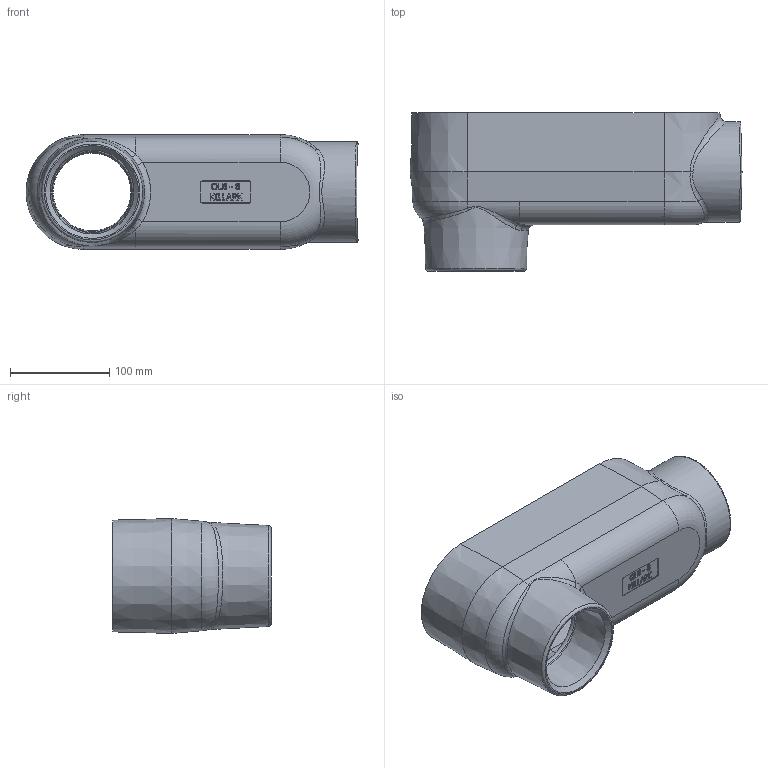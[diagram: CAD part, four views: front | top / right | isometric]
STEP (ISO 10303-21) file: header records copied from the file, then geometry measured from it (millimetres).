
FILE_DESCRIPTION(/* description */ (''),/* implementation_level */ '2;1');
FILE_NAME(/* name */ 'KIL_OLB-8.stp',/* time_stamp */ '2019-12-27T16:56:45+05:00',/* author */ ('kr'),/* organization */ (''),/* preprocessor_version */ 'ST-DEVELOPER v16.13',/* originating_system */ 'Autodesk Inventor 2018',/* authorisation */ '');
FILE_SCHEMA (('AUTOMOTIVE_DESIGN { 1 0 10303 214 3 1 1 }'));
Length unit declared in the file: inch
Products named in the file (1): OLB-8
Bounding box: 334.93 x 159.54 x 115.83 mm (x, y, z)
Volume: 768375 mm3; surface area: 242831.9 mm2
Topology: 1 solids, 1 shells, 972 faces, 2589 edges, 1702 vertices
Faces by surface type: plane 528, bspline 356, cylinder 40, cone 29, torus 19
Full cylindrical faces by diameter (mm): 1.772 x1, 2.115 x1, 6.579 x2, 15.526 x1, 19.05 x1, 101.6 x1
Entity records: 33768 total; most frequent: CARTESIAN_POINT 11840, ORIENTED_EDGE 5124, DIRECTION 3339, EDGE_CURVE 2562, VERTEX_POINT 1697, LINE 1651, VECTOR 1651, EDGE_LOOP 1081
